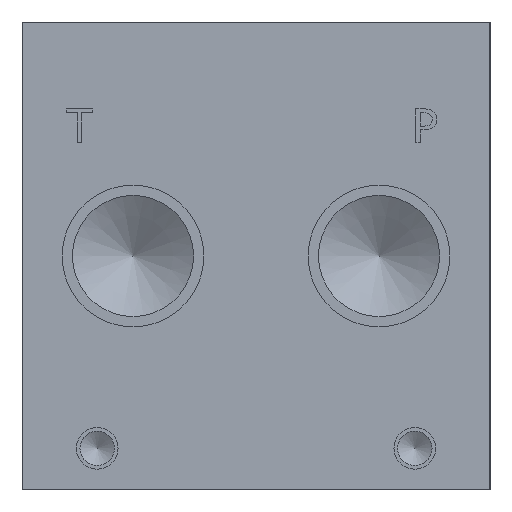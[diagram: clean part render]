
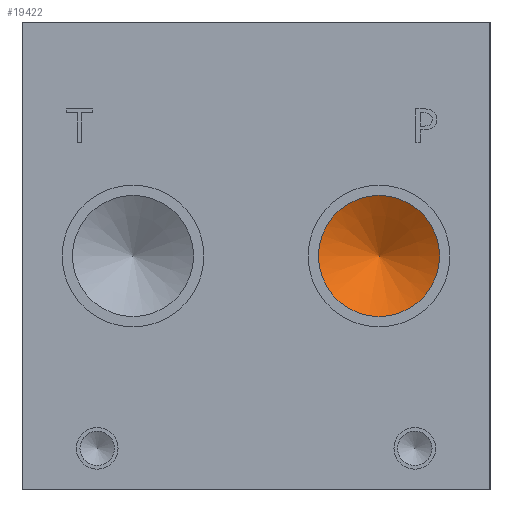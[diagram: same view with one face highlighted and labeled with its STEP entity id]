
A CAD part, left-side view. The second image highlights one B-rep face of the part: STEP entity #19422.
In plain terms, the highlighted conical face has half-angle 60 degrees and reference radius 5.753 mm.
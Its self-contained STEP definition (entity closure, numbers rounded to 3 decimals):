
#164=CONICAL_SURFACE('',#20279,5.753,1.047);
#319=CIRCLE('',#20280,11.506);
#320=CIRCLE('',#20281,11.506);
#2486=FACE_OUTER_BOUND('',#3614,.T.);
#3614=EDGE_LOOP('',(#16025,#16026,#16027,#16028));
#5478=LINE('',#32702,#7168);
#7168=VECTOR('',#23611,5.753);
#8769=VERTEX_POINT('',#32698);
#8770=VERTEX_POINT('',#32699);
#8771=VERTEX_POINT('',#32701);
#11344=EDGE_CURVE('',#8769,#8770,#319,.T.);
#11345=EDGE_CURVE('',#8770,#8771,#5478,.T.);
#11346=EDGE_CURVE('',#8770,#8769,#320,.T.);
#16025=ORIENTED_EDGE('',*,*,#11344,.T.);
#16026=ORIENTED_EDGE('',*,*,#11345,.T.);
#16027=ORIENTED_EDGE('',*,*,#11345,.F.);
#16028=ORIENTED_EDGE('',*,*,#11346,.T.);
#19422=ADVANCED_FACE('',(#2486),#164,.F.);
#20279=AXIS2_PLACEMENT_3D('',#32697,#23607,#23608);
#20280=AXIS2_PLACEMENT_3D('',#32700,#23609,#23610);
#20281=AXIS2_PLACEMENT_3D('',#32703,#23612,#23613);
#23607=DIRECTION('center_axis',(-1.,0.,0.));
#23608=DIRECTION('ref_axis',(0.,1.,0.));
#23609=DIRECTION('center_axis',(-1.,0.,0.));
#23610=DIRECTION('ref_axis',(0.,1.,0.));
#23611=DIRECTION('',(0.5,0.866,0.));
#23612=DIRECTION('center_axis',(-1.,0.,0.));
#23613=DIRECTION('ref_axis',(0.,1.,0.));
#32697=CARTESIAN_POINT('Origin',(19.835,21.082,44.45));
#32698=CARTESIAN_POINT('',(16.514,32.588,44.45));
#32699=CARTESIAN_POINT('',(16.514,9.576,44.45));
#32700=CARTESIAN_POINT('Origin',(16.514,21.082,44.45));
#32701=CARTESIAN_POINT('',(23.157,21.082,44.45));
#32702=CARTESIAN_POINT('',(19.835,15.329,44.45));
#32703=CARTESIAN_POINT('Origin',(16.514,21.082,44.45));
